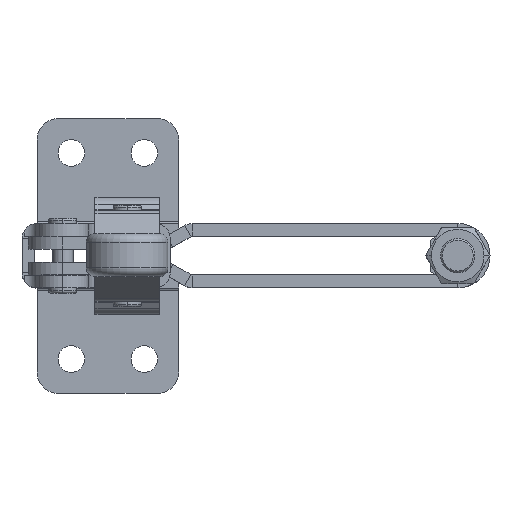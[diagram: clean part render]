
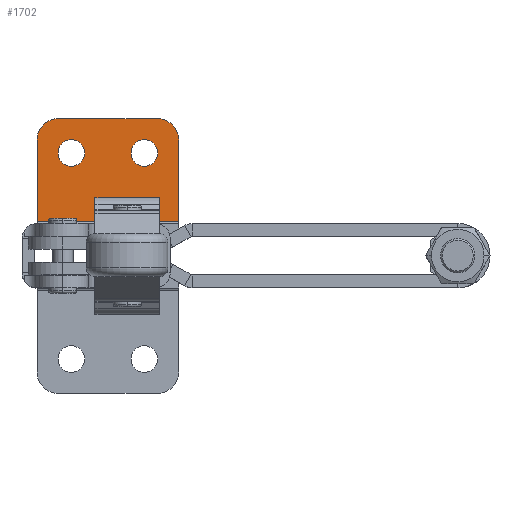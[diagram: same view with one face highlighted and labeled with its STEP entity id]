
A CAD part, top view. The second image highlights one B-rep face of the part: STEP entity #1702.
In plain terms, the highlighted planar face has unit normal (0, 0, 1).
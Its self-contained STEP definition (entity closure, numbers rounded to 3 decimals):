
#1355 = CARTESIAN_POINT ( 'NONE',  ( 31.5, 32., 0. ) ) ;
#1357 = CARTESIAN_POINT ( 'NONE',  ( 36.5, 27., 0. ) ) ;
#1368 = CARTESIAN_POINT ( 'NONE',  ( 36.5, 8., 0. ) ) ;
#1369 = CARTESIAN_POINT ( 'NONE',  ( 8.5, 32., 0. ) ) ;
#1484 = CARTESIAN_POINT ( 'NONE',  ( 3.5, 8., 0. ) ) ;
#1487 = CARTESIAN_POINT ( 'NONE',  ( 3.5, 27., 0. ) ) ;
#1702 = ADVANCED_FACE ( 'NONE', ( #4560, #4595, #4587 ), #11102, .T. ) ;
#2575 = VERTEX_POINT ( 'NONE', #1355 ) ;
#2577 = VERTEX_POINT ( 'NONE', #1357 ) ;
#2588 = VERTEX_POINT ( 'NONE', #1368 ) ;
#2589 = VERTEX_POINT ( 'NONE', #1369 ) ;
#2704 = VERTEX_POINT ( 'NONE', #1484 ) ;
#2707 = VERTEX_POINT ( 'NONE', #1487 ) ;
#2864 = VERTEX_POINT ( 'NONE', #18650 ) ;
#2909 = VERTEX_POINT ( 'NONE', #18695 ) ;
#3032 = VERTEX_POINT ( 'NONE', #18818 ) ;
#3038 = VERTEX_POINT ( 'NONE', #18824 ) ;
#3259 = EDGE_LOOP ( 'NONE', ( #4207, #4214 ) ) ;
#3274 = EDGE_LOOP ( 'NONE', ( #4204, #4211 ) ) ;
#3280 = EDGE_LOOP ( 'NONE', ( #4212, #4221, #4201, #4223, #4225, #4220 ) ) ;
#4201 = ORIENTED_EDGE ( 'NONE', *, *, #14347, .F. ) ;
#4204 = ORIENTED_EDGE ( 'NONE', *, *, #12556, .T. ) ;
#4207 = ORIENTED_EDGE ( 'NONE', *, *, #12560, .T. ) ;
#4211 = ORIENTED_EDGE ( 'NONE', *, *, #14344, .T. ) ;
#4212 = ORIENTED_EDGE ( 'NONE', *, *, #14346, .F. ) ;
#4214 = ORIENTED_EDGE ( 'NONE', *, *, #14345, .T. ) ;
#4220 = ORIENTED_EDGE ( 'NONE', *, *, #14350, .F. ) ;
#4221 = ORIENTED_EDGE ( 'NONE', *, *, #14336, .F. ) ;
#4223 = ORIENTED_EDGE ( 'NONE', *, *, #14348, .F. ) ;
#4225 = ORIENTED_EDGE ( 'NONE', *, *, #14349, .F. ) ;
#4309 = CARTESIAN_POINT ( 'NONE',  ( 36.5, 8., 0. ) ) ;
#4317 = DIRECTION ( 'NONE',  ( -1., 0., 0. ) ) ;
#4364 = CARTESIAN_POINT ( 'NONE',  ( 3.5, 27., 0. ) ) ;
#4367 = DIRECTION ( 'NONE',  ( 0., 1., 0. ) ) ;
#4369 = CARTESIAN_POINT ( 'NONE',  ( 11.5, 24., 0. ) ) ;
#4371 = DIRECTION ( 'NONE',  ( 0., 0., -1. ) ) ;
#4373 = DIRECTION ( 'NONE',  ( 0., 1., 0. ) ) ;
#4375 = CARTESIAN_POINT ( 'NONE',  ( 36.5, 7.5, 0. ) ) ;
#4377 = CARTESIAN_POINT ( 'NONE',  ( 28.5, 24., 0. ) ) ;
#4379 = DIRECTION ( 'NONE',  ( 0., 0., -1. ) ) ;
#4381 = DIRECTION ( 'NONE',  ( 0., 1., 0. ) ) ;
#4383 = DIRECTION ( 'NONE',  ( 1., 0., 0. ) ) ;
#4385 = DIRECTION ( 'NONE',  ( 0., -1., 0. ) ) ;
#4391 = CARTESIAN_POINT ( 'NONE',  ( 31.5, 32., 0. ) ) ;
#4393 = CARTESIAN_POINT ( 'NONE',  ( 31.5, 27., 0. ) ) ;
#4395 = DIRECTION ( 'NONE',  ( 0., 0., -1. ) ) ;
#4396 = DIRECTION ( 'NONE',  ( 0., -1., 0. ) ) ;
#4405 = CARTESIAN_POINT ( 'NONE',  ( 8.5, 27., 0. ) ) ;
#4406 = DIRECTION ( 'NONE',  ( 0., 0., -1. ) ) ;
#4408 = DIRECTION ( 'NONE',  ( 0., -1., 0. ) ) ;
#4560 = FACE_BOUND ( 'NONE', #3274, .T. ) ;
#4587 = FACE_OUTER_BOUND ( 'NONE', #3280, .T. ) ;
#4595 = FACE_BOUND ( 'NONE', #3259, .T. ) ;
#7965 = AXIS2_PLACEMENT_3D ( 'NONE', #24525, #24526, #24527 ) ;
#8105 = AXIS2_PLACEMENT_3D ( 'NONE', #4393, #4395, #4396 ) ;
#8250 = AXIS2_PLACEMENT_3D ( 'NONE', #4405, #4406, #4408 ) ;
#8272 = AXIS2_PLACEMENT_3D ( 'NONE', #24464, #24465, #24466 ) ;
#8276 = AXIS2_PLACEMENT_3D ( 'NONE', #4377, #4379, #4381 ) ;
#8376 = AXIS2_PLACEMENT_3D ( 'NONE', #4369, #4371, #4373 ) ;
#11102 = PLANE ( 'NONE',  #11673 ) ;
#11104 = CARTESIAN_POINT ( 'NONE',  ( 31.5, 27., 0. ) ) ;
#11111 = DIRECTION ( 'NONE',  ( 0., -1., 0. ) ) ;
#11181 = DIRECTION ( 'NONE',  ( 0., 0., 1. ) ) ;
#11673 = AXIS2_PLACEMENT_3D ( 'NONE', #11104, #11181, #11111 ) ;
#12556 = EDGE_CURVE ( 'NONE', #3032, #3038, #15644, .T. ) ;
#12560 = EDGE_CURVE ( 'NONE', #2909, #2864, #15650, .T. ) ;
#14336 = EDGE_CURVE ( 'NONE', #2588, #2704, #16577, .T. ) ;
#14344 = EDGE_CURVE ( 'NONE', #3038, #3032, #16592, .T. ) ;
#14345 = EDGE_CURVE ( 'NONE', #2864, #2909, #16594, .T. ) ;
#14346 = EDGE_CURVE ( 'NONE', #2704, #2707, #16595, .T. ) ;
#14347 = EDGE_CURVE ( 'NONE', #2577, #2588, #16586, .T. ) ;
#14348 = EDGE_CURVE ( 'NONE', #2575, #2577, #16598, .T. ) ;
#14349 = EDGE_CURVE ( 'NONE', #2589, #2575, #16596, .T. ) ;
#14350 = EDGE_CURVE ( 'NONE', #2707, #2589, #16600, .T. ) ;
#15644 = CIRCLE ( 'NONE', #8272, 3.1 ) ;
#15650 = CIRCLE ( 'NONE', #7965, 3.1 ) ;
#16577 = LINE ( 'NONE', #4309, #16583 ) ;
#16583 = VECTOR ( 'NONE', #4317, 1000. ) ;
#16586 = LINE ( 'NONE', #4375, #16599 ) ;
#16592 = CIRCLE ( 'NONE', #8376, 3.1 ) ;
#16594 = CIRCLE ( 'NONE', #8276, 3.1 ) ;
#16595 = LINE ( 'NONE', #4364, #16597 ) ;
#16596 = LINE ( 'NONE', #4391, #16602 ) ;
#16597 = VECTOR ( 'NONE', #4367, 1000. ) ;
#16598 = CIRCLE ( 'NONE', #8105, 5. ) ;
#16599 = VECTOR ( 'NONE', #4385, 1000. ) ;
#16600 = CIRCLE ( 'NONE', #8250, 5. ) ;
#16602 = VECTOR ( 'NONE', #4383, 1000. ) ;
#18650 = CARTESIAN_POINT ( 'NONE',  ( 28.5, 27.1, 0. ) ) ;
#18695 = CARTESIAN_POINT ( 'NONE',  ( 28.5, 20.9, 0. ) ) ;
#18818 = CARTESIAN_POINT ( 'NONE',  ( 11.5, 20.9, 0. ) ) ;
#18824 = CARTESIAN_POINT ( 'NONE',  ( 11.5, 27.1, 0. ) ) ;
#24464 = CARTESIAN_POINT ( 'NONE',  ( 11.5, 24., 0. ) ) ;
#24465 = DIRECTION ( 'NONE',  ( 0., 0., -1. ) ) ;
#24466 = DIRECTION ( 'NONE',  ( 0., 1., 0. ) ) ;
#24525 = CARTESIAN_POINT ( 'NONE',  ( 28.5, 24., 0. ) ) ;
#24526 = DIRECTION ( 'NONE',  ( 0., 0., -1. ) ) ;
#24527 = DIRECTION ( 'NONE',  ( 0., 1., 0. ) ) ;
